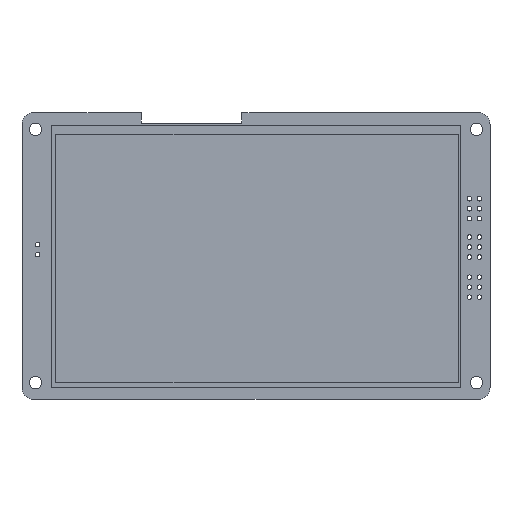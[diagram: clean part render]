
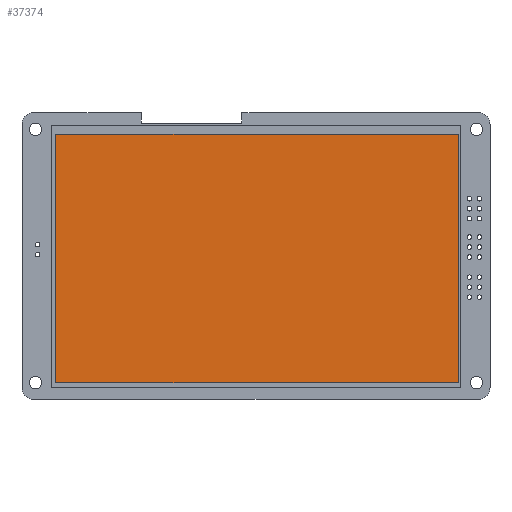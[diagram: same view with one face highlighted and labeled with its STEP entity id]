
A CAD part, front view. The second image highlights one B-rep face of the part: STEP entity #37374.
In plain terms, the highlighted planar face has unit normal (0, -1, 0).
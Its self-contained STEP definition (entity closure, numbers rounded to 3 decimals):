
#444=PLANE('',#40213);
#2471=FACE_OUTER_BOUND('',#4734,.T.);
#4734=EDGE_LOOP('',(#25681,#25682,#25683,#25684));
#7005=LINE('',#53287,#11740);
#7009=LINE('',#53295,#11744);
#7012=LINE('',#53301,#11747);
#7015=LINE('',#53306,#11750);
#11740=VECTOR('',#43226,10.);
#11744=VECTOR('',#43232,10.);
#11747=VECTOR('',#43237,10.);
#11750=VECTOR('',#43242,10.);
#16925=VERTEX_POINT('',#53285);
#16926=VERTEX_POINT('',#53286);
#16929=VERTEX_POINT('',#53294);
#16931=VERTEX_POINT('',#53300);
#20240=EDGE_CURVE('',#16925,#16926,#7005,.T.);
#20244=EDGE_CURVE('',#16929,#16925,#7009,.T.);
#20247=EDGE_CURVE('',#16931,#16929,#7012,.T.);
#20250=EDGE_CURVE('',#16926,#16931,#7015,.T.);
#25681=ORIENTED_EDGE('',*,*,#20250,.F.);
#25682=ORIENTED_EDGE('',*,*,#20240,.F.);
#25683=ORIENTED_EDGE('',*,*,#20244,.F.);
#25684=ORIENTED_EDGE('',*,*,#20247,.F.);
#37374=ADVANCED_FACE('',(#2471),#444,.F.);
#40213=AXIS2_PLACEMENT_3D('',#53309,#43246,#43247);
#43226=DIRECTION('',(1.,0.,0.));
#43232=DIRECTION('',(0.,0.,1.));
#43237=DIRECTION('',(-1.,0.,0.));
#43242=DIRECTION('',(0.,0.,-1.));
#43246=DIRECTION('center_axis',(0.,1.,0.));
#43247=DIRECTION('ref_axis',(0.,0.,1.));
#53285=CARTESIAN_POINT('',(0.,0.,0.));
#53286=CARTESIAN_POINT('',(104.9,0.,0.));
#53287=CARTESIAN_POINT('',(0.,0.,0.));
#53294=CARTESIAN_POINT('',(0.,0.,-64.8));
#53295=CARTESIAN_POINT('',(0.,0.,-64.8));
#53300=CARTESIAN_POINT('',(104.9,0.,-64.8));
#53301=CARTESIAN_POINT('',(104.9,0.,-64.8));
#53306=CARTESIAN_POINT('',(104.9,0.,0.));
#53309=CARTESIAN_POINT('Origin',(52.45,0.,-32.4));
